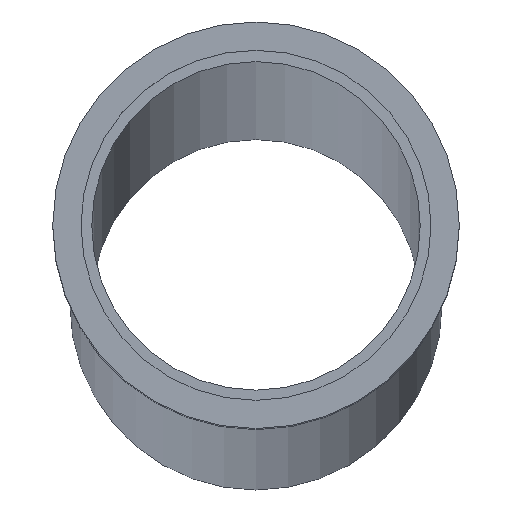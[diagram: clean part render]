
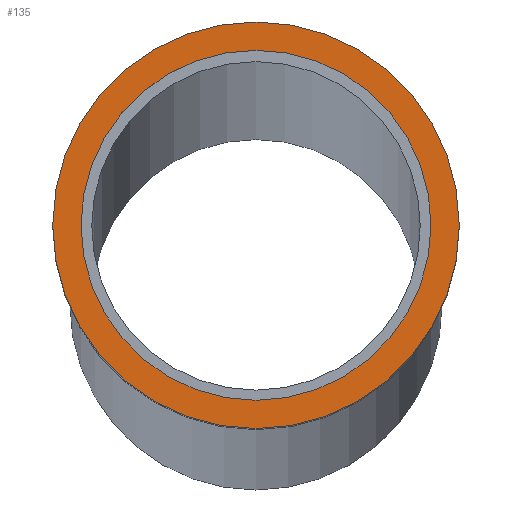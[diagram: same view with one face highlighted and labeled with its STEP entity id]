
A CAD part, top view. The second image highlights one B-rep face of the part: STEP entity #135.
In plain terms, the highlighted face is planar.
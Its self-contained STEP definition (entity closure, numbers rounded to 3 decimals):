
#13 = DIRECTION ( 'NONE',  ( -1., 0., 0. ) ) ;
#16 = EDGE_LOOP ( 'NONE', ( #421, #82 ) ) ;
#40 = ORIENTED_EDGE ( 'NONE', *, *, #190, .F. ) ;
#66 = CARTESIAN_POINT ( 'NONE',  ( 20.5, 0., 13.65 ) ) ;
#71 = CIRCLE ( 'NONE', #171, 13.65 ) ;
#78 = CIRCLE ( 'NONE', #333, 11.75 ) ;
#82 = ORIENTED_EDGE ( 'NONE', *, *, #406, .T. ) ;
#104 = DIRECTION ( 'NONE',  ( -1., 0., 0. ) ) ;
#106 = FACE_OUTER_BOUND ( 'NONE', #209, .T. ) ;
#123 = CIRCLE ( 'NONE', #371, 11.75 ) ;
#132 = CARTESIAN_POINT ( 'NONE',  ( 20.5, 0., 0. ) ) ;
#135 = ADVANCED_FACE ( 'NONE', ( #106, #145 ), #206, .F. ) ;
#138 = DIRECTION ( 'NONE',  ( 0., 0., 1. ) ) ;
#144 = ORIENTED_EDGE ( 'NONE', *, *, #280, .F. ) ;
#145 = FACE_BOUND ( 'NONE', #16, .T. ) ;
#158 = CIRCLE ( 'NONE', #221, 13.65 ) ;
#171 = AXIS2_PLACEMENT_3D ( 'NONE', #231, #336, #398 ) ;
#182 = CARTESIAN_POINT ( 'NONE',  ( 20.5, 13.65, 0. ) ) ;
#188 = AXIS2_PLACEMENT_3D ( 'NONE', #182, #104, #138 ) ;
#190 = EDGE_CURVE ( 'NONE', #414, #290, #158, .T. ) ;
#194 = CARTESIAN_POINT ( 'NONE',  ( 20.5, 0., 11.75 ) ) ;
#197 = CARTESIAN_POINT ( 'NONE',  ( 20.5, 0., -13.65 ) ) ;
#206 = PLANE ( 'NONE',  #188 ) ;
#209 = EDGE_LOOP ( 'NONE', ( #40, #144 ) ) ;
#221 = AXIS2_PLACEMENT_3D ( 'NONE', #320, #13, #420 ) ;
#231 = CARTESIAN_POINT ( 'NONE',  ( 20.5, 0., 0. ) ) ;
#239 = DIRECTION ( 'NONE',  ( 0., 0., 1. ) ) ;
#255 = VERTEX_POINT ( 'NONE', #326 ) ;
#276 = DIRECTION ( 'NONE',  ( -1., 0., 0. ) ) ;
#278 = CARTESIAN_POINT ( 'NONE',  ( 20.5, 0., 0. ) ) ;
#280 = EDGE_CURVE ( 'NONE', #290, #414, #71, .T. ) ;
#290 = VERTEX_POINT ( 'NONE', #197 ) ;
#320 = CARTESIAN_POINT ( 'NONE',  ( 20.5, 0., 0. ) ) ;
#326 = CARTESIAN_POINT ( 'NONE',  ( 20.5, 0., -11.75 ) ) ;
#330 = DIRECTION ( 'NONE',  ( 0., 0., 1. ) ) ;
#333 = AXIS2_PLACEMENT_3D ( 'NONE', #132, #364, #330 ) ;
#335 = VERTEX_POINT ( 'NONE', #194 ) ;
#336 = DIRECTION ( 'NONE',  ( -1., 0., 0. ) ) ;
#343 = EDGE_CURVE ( 'NONE', #335, #255, #78, .T. ) ;
#364 = DIRECTION ( 'NONE',  ( -1., 0., 0. ) ) ;
#371 = AXIS2_PLACEMENT_3D ( 'NONE', #278, #276, #239 ) ;
#398 = DIRECTION ( 'NONE',  ( 0., 0., 1. ) ) ;
#406 = EDGE_CURVE ( 'NONE', #255, #335, #123, .T. ) ;
#414 = VERTEX_POINT ( 'NONE', #66 ) ;
#420 = DIRECTION ( 'NONE',  ( 0., 0., 1. ) ) ;
#421 = ORIENTED_EDGE ( 'NONE', *, *, #343, .T. ) ;
